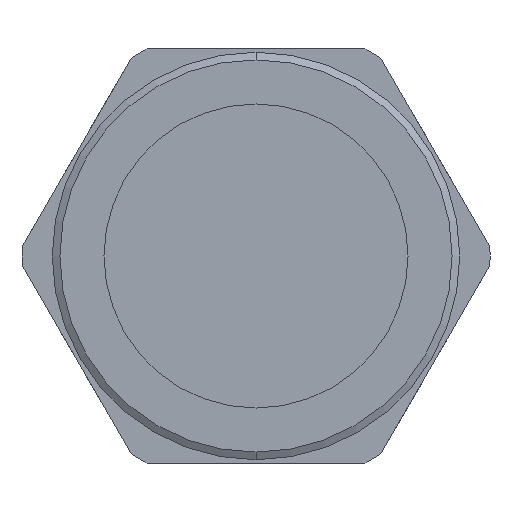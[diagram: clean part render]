
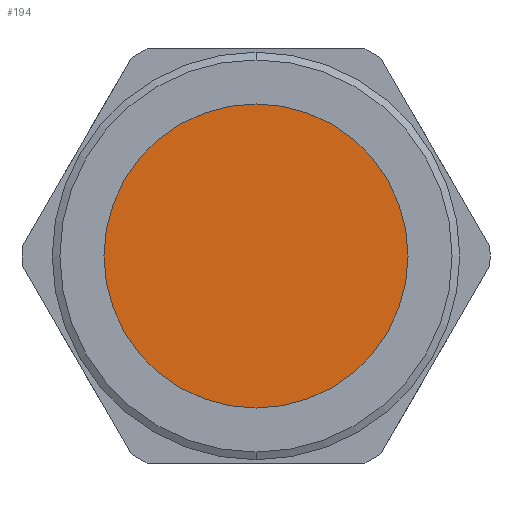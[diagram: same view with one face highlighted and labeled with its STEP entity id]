
A CAD part, front view. The second image highlights one B-rep face of the part: STEP entity #194.
In plain terms, the highlighted planar face has unit normal (0, -1, 0).
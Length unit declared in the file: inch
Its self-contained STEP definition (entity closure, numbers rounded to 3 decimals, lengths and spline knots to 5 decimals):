
#31 = VERTEX_POINT ( 'NONE', #319 ) ;
#170 = ORIENTED_EDGE ( 'NONE', *, *, #171, .T. ) ;
#171 = EDGE_CURVE ( 'NONE', #31, #247, #547, .T. ) ;
#172 = ORIENTED_EDGE ( 'NONE', *, *, #246, .T. ) ;
#194 = ADVANCED_FACE ( 'NONE', ( #572 ), #571, .F. ) ;
#195 = EDGE_LOOP ( 'NONE', ( #170, #172 ) ) ;
#246 = EDGE_CURVE ( 'NONE', #247, #31, #686, .T. ) ;
#247 = VERTEX_POINT ( 'NONE', #677 ) ;
#319 = CARTESIAN_POINT ( 'NONE',  ( 0., 0.26, -0.345 ) ) ;
#539 = DIRECTION ( 'NONE',  ( 0., 0., -1. ) ) ;
#540 = DIRECTION ( 'NONE',  ( 0., -1., 0. ) ) ;
#541 = CARTESIAN_POINT ( 'NONE',  ( 0., 0.26, 0. ) ) ;
#542 = AXIS2_PLACEMENT_3D ( 'NONE', #541, #540, #539 ) ;
#547 = CIRCLE ( 'NONE', #542, 0.345 ) ;
#567 = DIRECTION ( 'NONE',  ( 0., 0., 1. ) ) ;
#568 = DIRECTION ( 'NONE',  ( 0., 1., 0. ) ) ;
#569 = CARTESIAN_POINT ( 'NONE',  ( -0.345, 0.26, 0. ) ) ;
#570 = AXIS2_PLACEMENT_3D ( 'NONE', #569, #568, #567 ) ;
#571 = PLANE ( 'NONE',  #570 ) ;
#572 = FACE_OUTER_BOUND ( 'NONE', #195, .T. ) ;
#677 = CARTESIAN_POINT ( 'NONE',  ( 0., 0.26, 0.345 ) ) ;
#678 = DIRECTION ( 'NONE',  ( 0., 0., -1. ) ) ;
#679 = DIRECTION ( 'NONE',  ( 0., -1., 0. ) ) ;
#680 = CARTESIAN_POINT ( 'NONE',  ( 0., 0.26, 0. ) ) ;
#681 = AXIS2_PLACEMENT_3D ( 'NONE', #680, #679, #678 ) ;
#686 = CIRCLE ( 'NONE', #681, 0.345 ) ;
